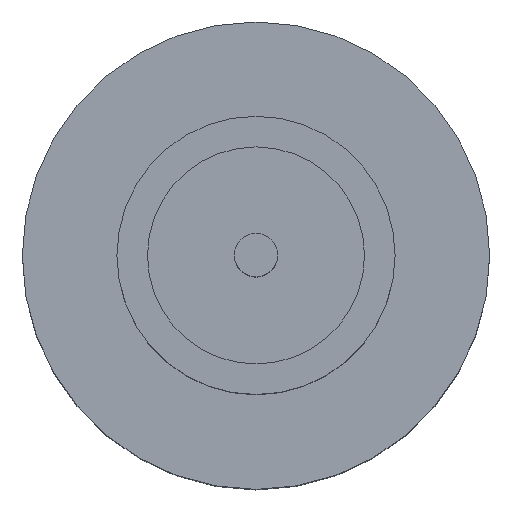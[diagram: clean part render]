
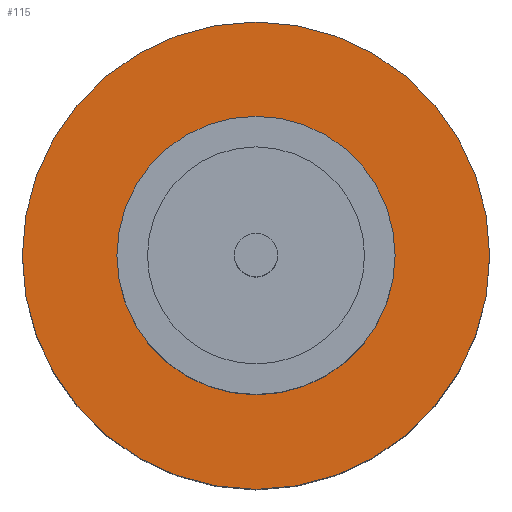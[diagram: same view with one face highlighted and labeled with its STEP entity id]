
A CAD part, top view. The second image highlights one B-rep face of the part: STEP entity #115.
In plain terms, the highlighted planar face has unit normal (0, 0, 1).
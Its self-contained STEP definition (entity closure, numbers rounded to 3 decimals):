
#61 = VERTEX_POINT ( 'NONE', #912 ) ;
#69 = CARTESIAN_POINT ( 'NONE',  ( 0., 0., 1.55 ) ) ;
#71 = DIRECTION ( 'NONE',  ( 0., 0., 1. ) ) ;
#76 = CARTESIAN_POINT ( 'NONE',  ( 0., 0., 1.55 ) ) ;
#106 = EDGE_LOOP ( 'NONE', ( #691, #195 ) ) ;
#115 = ADVANCED_FACE ( 'NONE', ( #812, #512 ), #345, .T. ) ;
#128 = CARTESIAN_POINT ( 'NONE',  ( 0., 0., 1.55 ) ) ;
#156 = DIRECTION ( 'NONE',  ( 1., 0., 0. ) ) ;
#182 = AXIS2_PLACEMENT_3D ( 'NONE', #128, #859, #936 ) ;
#195 = ORIENTED_EDGE ( 'NONE', *, *, #410, .T. ) ;
#208 = EDGE_LOOP ( 'NONE', ( #213, #395 ) ) ;
#213 = ORIENTED_EDGE ( 'NONE', *, *, #287, .F. ) ;
#249 = AXIS2_PLACEMENT_3D ( 'NONE', #76, #656, #444 ) ;
#259 = CARTESIAN_POINT ( 'NONE',  ( 0., 0., 1.55 ) ) ;
#287 = EDGE_CURVE ( 'NONE', #61, #369, #899, .T. ) ;
#335 = DIRECTION ( 'NONE',  ( 1., 0., 0. ) ) ;
#345 = PLANE ( 'NONE',  #947 ) ;
#369 = VERTEX_POINT ( 'NONE', #876 ) ;
#395 = ORIENTED_EDGE ( 'NONE', *, *, #900, .F. ) ;
#410 = EDGE_CURVE ( 'NONE', #426, #725, #764, .T. ) ;
#421 = CARTESIAN_POINT ( 'NONE',  ( -2.1, 0., 1.55 ) ) ;
#426 = VERTEX_POINT ( 'NONE', #581 ) ;
#444 = DIRECTION ( 'NONE',  ( 1., 0., 0. ) ) ;
#471 = EDGE_CURVE ( 'NONE', #725, #426, #747, .T. ) ;
#484 = CIRCLE ( 'NONE', #182, 1.25 ) ;
#512 = FACE_OUTER_BOUND ( 'NONE', #106, .T. ) ;
#570 = AXIS2_PLACEMENT_3D ( 'NONE', #592, #669, #156 ) ;
#577 = DIRECTION ( 'NONE',  ( 1., 0., 0. ) ) ;
#581 = CARTESIAN_POINT ( 'NONE',  ( 2.1, 0., 1.55 ) ) ;
#592 = CARTESIAN_POINT ( 'NONE',  ( 0., 0., 1.55 ) ) ;
#656 = DIRECTION ( 'NONE',  ( 0., 0., 1. ) ) ;
#669 = DIRECTION ( 'NONE',  ( 0., 0., 1. ) ) ;
#689 = DIRECTION ( 'NONE',  ( 0., 0., 1. ) ) ;
#691 = ORIENTED_EDGE ( 'NONE', *, *, #471, .T. ) ;
#725 = VERTEX_POINT ( 'NONE', #421 ) ;
#747 = CIRCLE ( 'NONE', #570, 2.1 ) ;
#764 = CIRCLE ( 'NONE', #856, 2.1 ) ;
#812 = FACE_BOUND ( 'NONE', #208, .T. ) ;
#856 = AXIS2_PLACEMENT_3D ( 'NONE', #69, #71, #577 ) ;
#859 = DIRECTION ( 'NONE',  ( 0., 0., 1. ) ) ;
#876 = CARTESIAN_POINT ( 'NONE',  ( -1.25, 0., 1.55 ) ) ;
#899 = CIRCLE ( 'NONE', #249, 1.25 ) ;
#900 = EDGE_CURVE ( 'NONE', #369, #61, #484, .T. ) ;
#912 = CARTESIAN_POINT ( 'NONE',  ( 1.25, 0., 1.55 ) ) ;
#936 = DIRECTION ( 'NONE',  ( 1., 0., 0. ) ) ;
#947 = AXIS2_PLACEMENT_3D ( 'NONE', #259, #689, #335 ) ;
